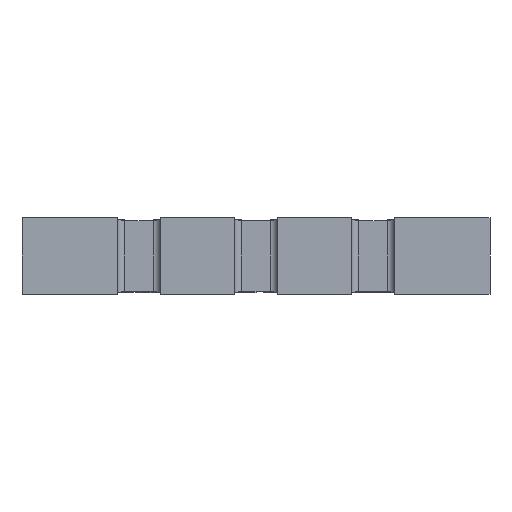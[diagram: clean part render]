
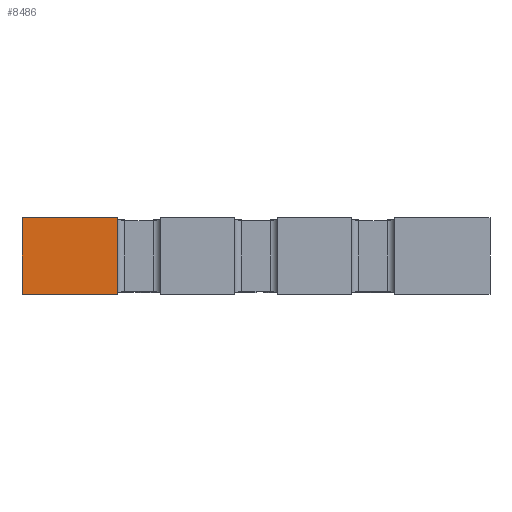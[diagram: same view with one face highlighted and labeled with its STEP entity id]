
A CAD part, front view. The second image highlights one B-rep face of the part: STEP entity #8486.
In plain terms, the highlighted planar face has unit normal (0, -1, 0).
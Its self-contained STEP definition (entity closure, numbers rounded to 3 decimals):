
#4 = CARTESIAN_POINT ( 'NONE',  ( -1.6, -0.8, 0.5 ) ) ;
#670 = FACE_OUTER_BOUND ( 'NONE', #11918, .T. ) ;
#1025 = AXIS2_PLACEMENT_3D ( 'NONE', #4, #7290, #1049 ) ;
#1049 = DIRECTION ( 'NONE',  ( 0., 0., 1. ) ) ;
#1125 = DIRECTION ( 'NONE',  ( 0., 0., -1. ) ) ;
#1394 = CARTESIAN_POINT ( 'NONE',  ( -0.95, -0.8, -0.01 ) ) ;
#1466 = ORIENTED_EDGE ( 'NONE', *, *, #12584, .T. ) ;
#1643 = CARTESIAN_POINT ( 'NONE',  ( -1.45, -0.8, -0.01 ) ) ;
#2052 = PLANE ( 'NONE',  #1025 ) ;
#2057 = VECTOR ( 'NONE', #1125, 1000. ) ;
#2209 = CARTESIAN_POINT ( 'NONE',  ( -0.95, -0.8, 0.51 ) ) ;
#2228 = VECTOR ( 'NONE', #8770, 1000. ) ;
#2766 = EDGE_CURVE ( 'NONE', #3959, #10606, #13115, .T. ) ;
#2823 = VERTEX_POINT ( 'NONE', #4613 ) ;
#3959 = VERTEX_POINT ( 'NONE', #2209 ) ;
#4613 = CARTESIAN_POINT ( 'NONE',  ( -1.6, -0.8, -0.01 ) ) ;
#4861 = VECTOR ( 'NONE', #12015, 1000. ) ;
#6705 = VERTEX_POINT ( 'NONE', #8789 ) ;
#7290 = DIRECTION ( 'NONE',  ( 0., 1., 0. ) ) ;
#7844 = EDGE_CURVE ( 'NONE', #3959, #6705, #13291, .T. ) ;
#8486 = ADVANCED_FACE ( 'NONE', ( #670 ), #2052, .F. ) ;
#8634 = CARTESIAN_POINT ( 'NONE',  ( -0.95, -0.8, 0.5 ) ) ;
#8770 = DIRECTION ( 'NONE',  ( -1., 0., 0. ) ) ;
#8789 = CARTESIAN_POINT ( 'NONE',  ( -1.6, -0.8, 0.51 ) ) ;
#10036 = LINE ( 'NONE', #11480, #2057 ) ;
#10072 = ORIENTED_EDGE ( 'NONE', *, *, #2766, .F. ) ;
#10332 = ORIENTED_EDGE ( 'NONE', *, *, #11204, .F. ) ;
#10347 = VECTOR ( 'NONE', #11748, 1000. ) ;
#10606 = VERTEX_POINT ( 'NONE', #1394 ) ;
#10913 = ORIENTED_EDGE ( 'NONE', *, *, #7844, .T. ) ;
#11204 = EDGE_CURVE ( 'NONE', #10606, #2823, #13171, .T. ) ;
#11480 = CARTESIAN_POINT ( 'NONE',  ( -1.6, -0.8, 0.5 ) ) ;
#11748 = DIRECTION ( 'NONE',  ( 0., 0., -1. ) ) ;
#11835 = CARTESIAN_POINT ( 'NONE',  ( -1.45, -0.8, 0.51 ) ) ;
#11918 = EDGE_LOOP ( 'NONE', ( #1466, #10332, #10072, #10913 ) ) ;
#12015 = DIRECTION ( 'NONE',  ( -1., 0., 0. ) ) ;
#12584 = EDGE_CURVE ( 'NONE', #6705, #2823, #10036, .T. ) ;
#13115 = LINE ( 'NONE', #8634, #10347 ) ;
#13171 = LINE ( 'NONE', #1643, #4861 ) ;
#13291 = LINE ( 'NONE', #11835, #2228 ) ;
